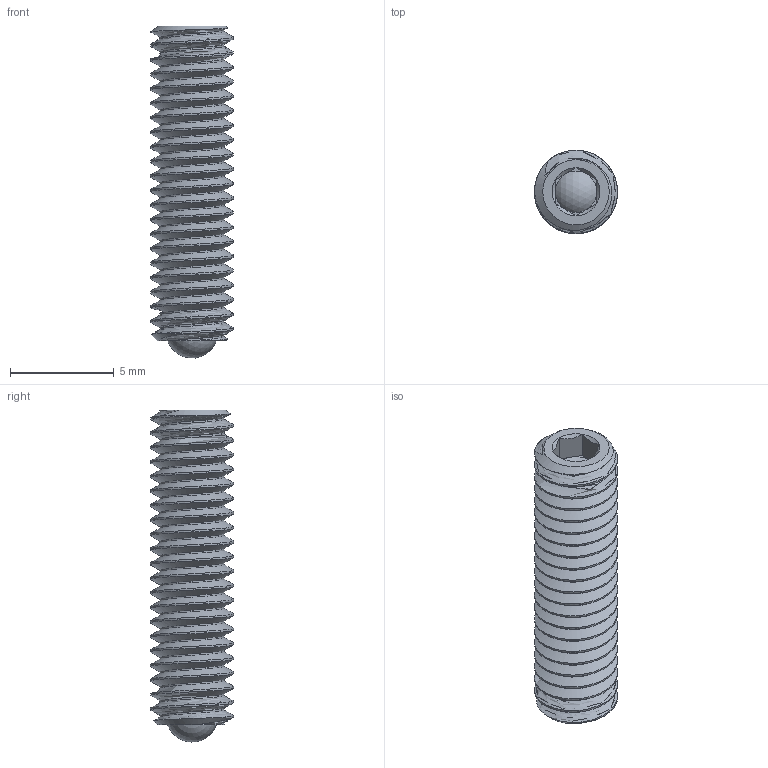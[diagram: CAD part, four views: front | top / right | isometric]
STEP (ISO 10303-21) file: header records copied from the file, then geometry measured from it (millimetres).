
FILE_DESCRIPTION(/* description */ (''),/* implementation_level */ '2;1');
FILE_NAME(/* name */ 'M4 Ball End_v1.step',/* time_stamp */ '2024-02-15T15:42:56-05:00',/* author */ (''),/* organization */ (''),/* preprocessor_version */ 'ST-DEVELOPER v20',/* originating_system */ 'Autodesk Translation Framework v12.20.1.177',/* authorisation */ '');
FILE_SCHEMA (('AUTOMOTIVE_DESIGN { 1 0 10303 214 3 1 1 }'));
Length unit declared in the file: millimetre
Products named in the file (1): M4 Ball End
Bounding box: 4 x 4 x 15.99 mm (x, y, z)
Volume: 146.9 mm3; surface area: 348.7 mm2
Topology: 2 solids, 2 shells, 72 faces, 191 edges, 121 vertices
Faces by surface type: cylinder 45, plane 14, cone 9, sphere 2, bspline 2
Full cylindrical faces by diameter (mm): 3.091 x21, 4 x20
Entity records: 5183 total; most frequent: CARTESIAN_POINT 3630, ORIENTED_EDGE 372, DIRECTION 246, EDGE_CURVE 186, VERTEX_POINT 121, AXIS2_PLACEMENT_3D 92, EDGE_LOOP 75, FACE_OUTER_BOUND 72
